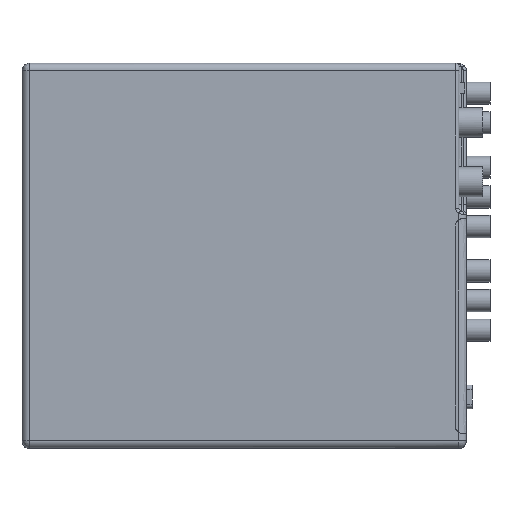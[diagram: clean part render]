
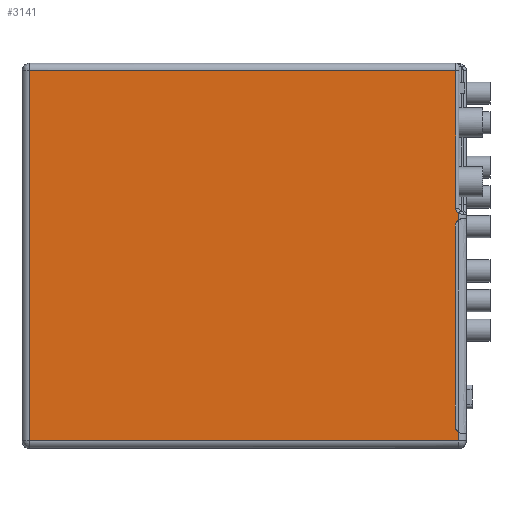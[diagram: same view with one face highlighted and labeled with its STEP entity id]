
A CAD part, top view. The second image highlights one B-rep face of the part: STEP entity #3141.
In plain terms, the highlighted free-form (B-spline) face has degree [1, 1] with [2, 2] control points.
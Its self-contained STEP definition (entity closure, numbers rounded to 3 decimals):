
#2364 = VERTEX_POINT('',#2365);
#2365 = CARTESIAN_POINT('',(-6.092,221.915,
    147.943));
#2738 = VERTEX_POINT('',#2739);
#2739 = CARTESIAN_POINT('',(-4.351,137.966,
    147.943));
#2848 = VERTEX_POINT('',#2849);
#2849 = CARTESIAN_POINT('',(-6.092,140.981,
    147.943));
#2855 = EDGE_CURVE('',#2738,#2848,#2856,.T.);
#2856 = ( BOUNDED_CURVE() B_SPLINE_CURVE(2,(#2857,#2858,#2859),
.UNSPECIFIED.,.F.,.F.) B_SPLINE_CURVE_WITH_KNOTS((3,3),(5.236,
6.283),.PIECEWISE_BEZIER_KNOTS.) CURVE() 
GEOMETRIC_REPRESENTATION_ITEM() RATIONAL_B_SPLINE_CURVE((1.,
0.866,1.)) REPRESENTATION_ITEM('') );
#2857 = CARTESIAN_POINT('',(-4.351,137.966,
    147.943));
#2858 = CARTESIAN_POINT('',(-6.092,138.971,
    147.943));
#2859 = CARTESIAN_POINT('',(-6.092,140.981,
    147.943));
#2882 = EDGE_CURVE('',#2364,#2848,#2883,.T.);
#2883 = B_SPLINE_CURVE_WITH_KNOTS('',1,(#2884,#2885),.UNSPECIFIED.,.F.,
  .F.,(2,2),(-125.,-32.),.PIECEWISE_BEZIER_KNOTS.);
#2884 = CARTESIAN_POINT('',(-6.092,221.915,
    147.943));
#2885 = CARTESIAN_POINT('',(-6.092,140.981,
    147.943));
#2935 = EDGE_CURVE('',#2738,#2936,#2938,.T.);
#2936 = VERTEX_POINT('',#2937);
#2937 = CARTESIAN_POINT('',(-4.351,134.306,
    147.943));
#2938 = B_SPLINE_CURVE_WITH_KNOTS('',1,(#2939,#2940),.UNSPECIFIED.,.F.,
  .F.,(2,2),(-28.536,-24.33),.PIECEWISE_BEZIER_KNOTS.);
#2939 = CARTESIAN_POINT('',(-4.351,137.966,
    147.943));
#2940 = CARTESIAN_POINT('',(-4.351,134.306,
    147.943));
#3141 = ADVANCED_FACE('',(#3142),#3196,.F.);
#3142 = FACE_BOUND('',#3143,.T.);
#3143 = EDGE_LOOP('',(#3144,#3145,#3146,#3153,#3160,#3167,#3174,#3182,
    #3189,#3195));
#3144 = ORIENTED_EDGE('',*,*,#2855,.T.);
#3145 = ORIENTED_EDGE('',*,*,#2882,.F.);
#3146 = ORIENTED_EDGE('',*,*,#3147,.T.);
#3147 = EDGE_CURVE('',#2364,#3148,#3150,.T.);
#3148 = VERTEX_POINT('',#3149);
#3149 = CARTESIAN_POINT('',(-256.725,221.915,
    147.943));
#3150 = B_SPLINE_CURVE_WITH_KNOTS('',1,(#3151,#3152),.UNSPECIFIED.,.F.,
  .F.,(2,2),(-144.,144.),.PIECEWISE_BEZIER_KNOTS.);
#3151 = CARTESIAN_POINT('',(-6.092,221.915,
    147.943));
#3152 = CARTESIAN_POINT('',(-256.725,221.915,
    147.943));
#3153 = ORIENTED_EDGE('',*,*,#3154,.T.);
#3154 = EDGE_CURVE('',#3148,#3155,#3157,.T.);
#3155 = VERTEX_POINT('',#3156);
#3156 = CARTESIAN_POINT('',(-256.725,4.351,
    147.943));
#3157 = B_SPLINE_CURVE_WITH_KNOTS('',1,(#3158,#3159),.UNSPECIFIED.,.F.,
  .F.,(2,2),(-125.,125.),.PIECEWISE_BEZIER_KNOTS.);
#3158 = CARTESIAN_POINT('',(-256.725,221.915,
    147.943));
#3159 = CARTESIAN_POINT('',(-256.725,4.351,
    147.943));
#3160 = ORIENTED_EDGE('',*,*,#3161,.F.);
#3161 = EDGE_CURVE('',#3162,#3155,#3164,.T.);
#3162 = VERTEX_POINT('',#3163);
#3163 = CARTESIAN_POINT('',(-4.351,4.351,
    147.943));
#3164 = B_SPLINE_CURVE_WITH_KNOTS('',1,(#3165,#3166),.UNSPECIFIED.,.F.,
  .F.,(2,2),(-145.,145.),.PIECEWISE_BEZIER_KNOTS.);
#3165 = CARTESIAN_POINT('',(-4.351,4.351,
    147.943));
#3166 = CARTESIAN_POINT('',(-256.725,4.351,
    147.943));
#3167 = ORIENTED_EDGE('',*,*,#3168,.F.);
#3168 = EDGE_CURVE('',#3169,#3162,#3171,.T.);
#3169 = VERTEX_POINT('',#3170);
#3170 = CARTESIAN_POINT('',(-4.351,9.285,
    147.943));
#3171 = B_SPLINE_CURVE_WITH_KNOTS('',1,(#3172,#3173),.UNSPECIFIED.,.F.,
  .F.,(2,2),(-2.835,2.835),.PIECEWISE_BEZIER_KNOTS.);
#3172 = CARTESIAN_POINT('',(-4.351,9.285,
    147.943));
#3173 = CARTESIAN_POINT('',(-4.351,4.351,
    147.943));
#3174 = ORIENTED_EDGE('',*,*,#3175,.T.);
#3175 = EDGE_CURVE('',#3169,#3176,#3178,.T.);
#3176 = VERTEX_POINT('',#3177);
#3177 = CARTESIAN_POINT('',(-6.527,13.054,
    147.943));
#3178 = ( BOUNDED_CURVE() B_SPLINE_CURVE(2,(#3179,#3180,#3181),
.UNSPECIFIED.,.F.,.F.) B_SPLINE_CURVE_WITH_KNOTS((3,3),(5.236,
6.283),.PIECEWISE_BEZIER_KNOTS.) CURVE() 
GEOMETRIC_REPRESENTATION_ITEM() RATIONAL_B_SPLINE_CURVE((1.,
0.866,1.)) REPRESENTATION_ITEM('') );
#3179 = CARTESIAN_POINT('',(-4.351,9.285,
    147.943));
#3180 = CARTESIAN_POINT('',(-6.527,10.542,
    147.943));
#3181 = CARTESIAN_POINT('',(-6.527,13.054,
    147.943));
#3182 = ORIENTED_EDGE('',*,*,#3183,.T.);
#3183 = EDGE_CURVE('',#3176,#3184,#3186,.T.);
#3184 = VERTEX_POINT('',#3185);
#3185 = CARTESIAN_POINT('',(-6.527,130.538,
    147.943));
#3186 = B_SPLINE_CURVE_WITH_KNOTS('',1,(#3187,#3188),.UNSPECIFIED.,.F.,
  .F.,(2,2),(-67.5,67.5),.PIECEWISE_BEZIER_KNOTS.);
#3187 = CARTESIAN_POINT('',(-6.527,13.054,
    147.943));
#3188 = CARTESIAN_POINT('',(-6.527,130.538,
    147.943));
#3189 = ORIENTED_EDGE('',*,*,#3190,.T.);
#3190 = EDGE_CURVE('',#3184,#2936,#3191,.T.);
#3191 = ( BOUNDED_CURVE() B_SPLINE_CURVE(2,(#3192,#3193,#3194),
.UNSPECIFIED.,.F.,.F.) B_SPLINE_CURVE_WITH_KNOTS((3,3),(0.,
1.047),.PIECEWISE_BEZIER_KNOTS.) CURVE() 
GEOMETRIC_REPRESENTATION_ITEM() RATIONAL_B_SPLINE_CURVE((1.,
0.866,1.)) REPRESENTATION_ITEM('') );
#3192 = CARTESIAN_POINT('',(-6.527,130.538,
    147.943));
#3193 = CARTESIAN_POINT('',(-6.527,133.05,
    147.943));
#3194 = CARTESIAN_POINT('',(-4.351,134.306,
    147.943));
#3195 = ORIENTED_EDGE('',*,*,#2935,.F.);
#3196 = B_SPLINE_SURFACE_WITH_KNOTS('',1,1,(
    (#3197,#3198)
    ,(#3199,#3200
    )),.UNSPECIFIED.,.F.,.F.,.F.,(2,2),(2,2),(5.,255.),(5.,295.),
  .PIECEWISE_BEZIER_KNOTS.);
#3197 = CARTESIAN_POINT('',(-4.351,221.915,
    147.943));
#3198 = CARTESIAN_POINT('',(-256.725,221.915,
    147.943));
#3199 = CARTESIAN_POINT('',(-4.351,4.351,
    147.943));
#3200 = CARTESIAN_POINT('',(-256.725,4.351,
    147.943));
